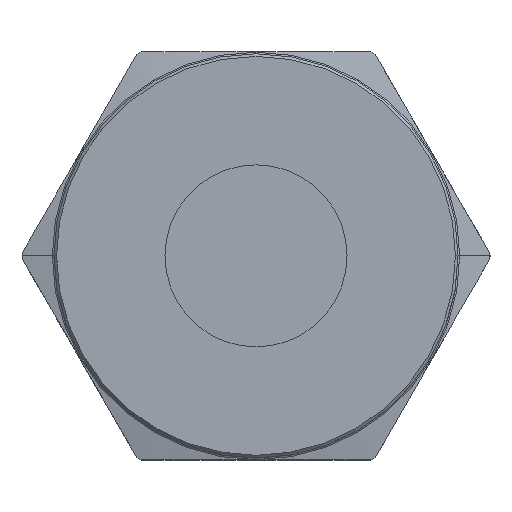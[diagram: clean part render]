
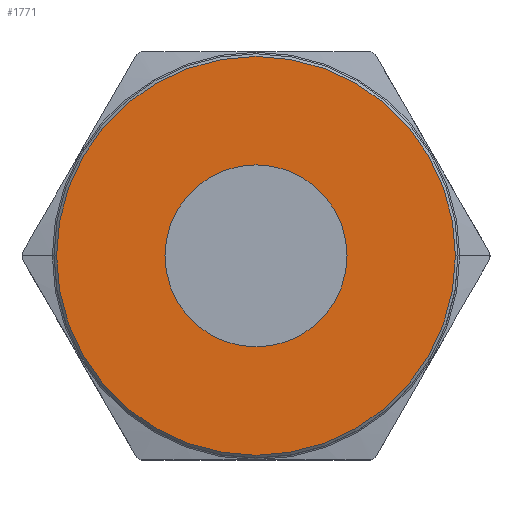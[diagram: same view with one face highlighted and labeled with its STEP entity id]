
A CAD part, top view. The second image highlights one B-rep face of the part: STEP entity #1771.
In plain terms, the highlighted planar face has unit normal (0, 0, 1).
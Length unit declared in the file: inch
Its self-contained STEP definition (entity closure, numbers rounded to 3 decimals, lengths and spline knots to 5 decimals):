
#49 = ORIENTED_EDGE ( 'NONE', *, *, #1968, .F. ) ;
#50 = ORIENTED_EDGE ( 'NONE', *, *, #1881, .F. ) ;
#51 = ORIENTED_EDGE ( 'NONE', *, *, #1969, .T. ) ;
#52 = ORIENTED_EDGE ( 'NONE', *, *, #1856, .T. ) ;
#180 = EDGE_LOOP ( 'NONE', ( #51, #52 ) ) ;
#193 = EDGE_LOOP ( 'NONE', ( #49, #50 ) ) ;
#324 = CARTESIAN_POINT ( 'NONE',  ( 0., 0., 0.4 ) ) ;
#325 = DIRECTION ( 'NONE',  ( 0., 0., 1. ) ) ;
#326 = DIRECTION ( 'NONE',  ( 1., 0., 0. ) ) ;
#329 = CARTESIAN_POINT ( 'NONE',  ( 0., 0., 0.4 ) ) ;
#330 = DIRECTION ( 'NONE',  ( 0., 0., 1. ) ) ;
#331 = DIRECTION ( 'NONE',  ( 1., 0., 0. ) ) ;
#821 = CARTESIAN_POINT ( 'NONE',  ( 0.348, 0., 0.4 ) ) ;
#823 = CARTESIAN_POINT ( 'NONE',  ( 0.7625, 0., 0.4 ) ) ;
#824 = CARTESIAN_POINT ( 'NONE',  ( -0.348, 0., 0.4 ) ) ;
#826 = CARTESIAN_POINT ( 'NONE',  ( -0.7625, 0., 0.4 ) ) ;
#1359 = DIRECTION ( 'NONE',  ( 0., 0., 1. ) ) ;
#1360 = CARTESIAN_POINT ( 'NONE',  ( 0., 0., 0.4 ) ) ;
#1362 = PLANE ( 'NONE',  #2437 ) ;
#1364 = DIRECTION ( 'NONE',  ( 1., 0., 0. ) ) ;
#1411 = CARTESIAN_POINT ( 'NONE',  ( 0., 0., 0.4 ) ) ;
#1412 = DIRECTION ( 'NONE',  ( 0., 0., 1. ) ) ;
#1413 = DIRECTION ( 'NONE',  ( 1., 0., 0. ) ) ;
#1771 = ADVANCED_FACE ( 'NONE', ( #2165, #2218 ), #1362, .T. ) ;
#1856 = EDGE_CURVE ( 'NONE', #2069, #2072, #2244, .T. ) ;
#1881 = EDGE_CURVE ( 'NONE', #2070, #2067, #2273, .T. ) ;
#1968 = EDGE_CURVE ( 'NONE', #2067, #2070, #2356, .T. ) ;
#1969 = EDGE_CURVE ( 'NONE', #2072, #2069, #2361, .T. ) ;
#2067 = VERTEX_POINT ( 'NONE', #821 ) ;
#2069 = VERTEX_POINT ( 'NONE', #823 ) ;
#2070 = VERTEX_POINT ( 'NONE', #824 ) ;
#2072 = VERTEX_POINT ( 'NONE', #826 ) ;
#2165 = FACE_BOUND ( 'NONE', #193, .T. ) ;
#2218 = FACE_OUTER_BOUND ( 'NONE', #180, .T. ) ;
#2244 = CIRCLE ( 'NONE', #2454, 0.7625 ) ;
#2273 = CIRCLE ( 'NONE', #2469, 0.348 ) ;
#2356 = CIRCLE ( 'NONE', #2496, 0.348 ) ;
#2361 = CIRCLE ( 'NONE', #2497, 0.7625 ) ;
#2437 = AXIS2_PLACEMENT_3D ( 'NONE', #1360, #1359, #1364 ) ;
#2454 = AXIS2_PLACEMENT_3D ( 'NONE', #1411, #1412, #1413 ) ;
#2469 = AXIS2_PLACEMENT_3D ( 'NONE', #2628, #2629, #2630 ) ;
#2496 = AXIS2_PLACEMENT_3D ( 'NONE', #324, #325, #326 ) ;
#2497 = AXIS2_PLACEMENT_3D ( 'NONE', #329, #330, #331 ) ;
#2628 = CARTESIAN_POINT ( 'NONE',  ( 0., 0., 0.4 ) ) ;
#2629 = DIRECTION ( 'NONE',  ( 0., 0., 1. ) ) ;
#2630 = DIRECTION ( 'NONE',  ( 1., 0., 0. ) ) ;
